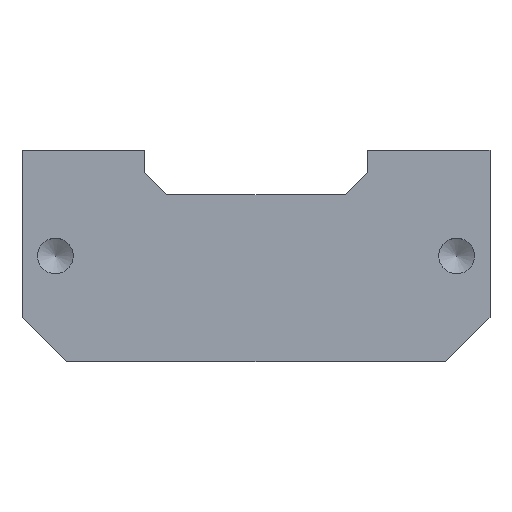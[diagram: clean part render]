
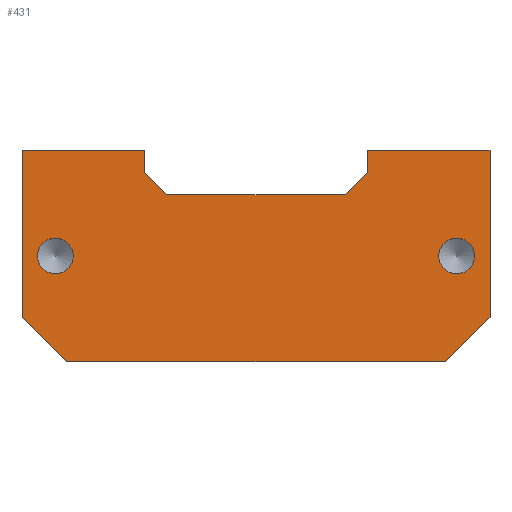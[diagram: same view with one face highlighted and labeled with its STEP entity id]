
A CAD part, top view. The second image highlights one B-rep face of the part: STEP entity #431.
In plain terms, the highlighted planar face has unit normal (0, 0, 1).
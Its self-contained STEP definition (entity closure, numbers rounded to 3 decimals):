
#125 = EDGE_CURVE('',#126,#128,#130,.T.);
#126 = VERTEX_POINT('',#127);
#127 = CARTESIAN_POINT('',(-10.,9.5,8.));
#128 = VERTEX_POINT('',#129);
#129 = CARTESIAN_POINT('',(-10.,7.5,8.));
#130 = LINE('',#131,#132);
#131 = CARTESIAN_POINT('',(-10.,13.5,8.));
#132 = VECTOR('',#133,1.);
#133 = DIRECTION('',(0.,-1.,0.));
#156 = EDGE_CURVE('',#128,#157,#159,.T.);
#157 = VERTEX_POINT('',#158);
#158 = CARTESIAN_POINT('',(-8.,5.5,8.));
#159 = LINE('',#160,#161);
#160 = CARTESIAN_POINT('',(-5.125,2.625,8.));
#161 = VECTOR('',#162,1.);
#162 = DIRECTION('',(0.707,-0.707,0.));
#182 = EDGE_CURVE('',#126,#183,#185,.T.);
#183 = VERTEX_POINT('',#184);
#184 = CARTESIAN_POINT('',(-21.,9.5,8.));
#185 = LINE('',#186,#187);
#186 = CARTESIAN_POINT('',(21.,9.5,8.));
#187 = VECTOR('',#188,1.);
#188 = DIRECTION('',(-1.,0.,0.));
#215 = EDGE_CURVE('',#157,#216,#218,.T.);
#216 = VERTEX_POINT('',#217);
#217 = CARTESIAN_POINT('',(8.,5.5,8.));
#218 = LINE('',#219,#220);
#219 = CARTESIAN_POINT('',(-10.,5.5,8.));
#220 = VECTOR('',#221,1.);
#221 = DIRECTION('',(1.,0.,0.));
#241 = EDGE_CURVE('',#183,#242,#244,.T.);
#242 = VERTEX_POINT('',#243);
#243 = CARTESIAN_POINT('',(-21.,-5.5,8.));
#244 = LINE('',#245,#246);
#245 = CARTESIAN_POINT('',(-21.,9.5,8.));
#246 = VECTOR('',#247,1.);
#247 = DIRECTION('',(0.,-1.,0.));
#263 = EDGE_CURVE('',#216,#264,#266,.T.);
#264 = VERTEX_POINT('',#265);
#265 = CARTESIAN_POINT('',(10.,7.5,8.));
#266 = LINE('',#267,#268);
#267 = CARTESIAN_POINT('',(5.125,2.625,8.));
#268 = VECTOR('',#269,1.);
#269 = DIRECTION('',(0.707,0.707,0.));
#289 = VERTEX_POINT('',#290);
#290 = CARTESIAN_POINT('',(-17.,-9.5,8.));
#296 = EDGE_CURVE('',#289,#242,#297,.T.);
#297 = LINE('',#298,#299);
#298 = CARTESIAN_POINT('',(-16.125,-10.375,8.));
#299 = VECTOR('',#300,1.);
#300 = DIRECTION('',(-0.707,0.707,0.));
#311 = EDGE_CURVE('',#264,#312,#314,.T.);
#312 = VERTEX_POINT('',#313);
#313 = CARTESIAN_POINT('',(10.,9.5,8.));
#314 = LINE('',#315,#316);
#315 = CARTESIAN_POINT('',(10.,5.5,8.));
#316 = VECTOR('',#317,1.);
#317 = DIRECTION('',(0.,1.,0.));
#337 = EDGE_CURVE('',#289,#338,#340,.T.);
#338 = VERTEX_POINT('',#339);
#339 = CARTESIAN_POINT('',(17.,-9.5,8.));
#340 = LINE('',#341,#342);
#341 = CARTESIAN_POINT('',(-21.,-9.5,8.));
#342 = VECTOR('',#343,1.);
#343 = DIRECTION('',(1.,0.,0.));
#361 = VERTEX_POINT('',#362);
#362 = CARTESIAN_POINT('',(21.,9.5,8.));
#368 = EDGE_CURVE('',#361,#312,#369,.T.);
#369 = LINE('',#370,#371);
#370 = CARTESIAN_POINT('',(21.,9.5,8.));
#371 = VECTOR('',#372,1.);
#372 = DIRECTION('',(-1.,0.,0.));
#396 = EDGE_CURVE('',#338,#397,#399,.T.);
#397 = VERTEX_POINT('',#398);
#398 = CARTESIAN_POINT('',(21.,-5.5,8.));
#399 = LINE('',#400,#401);
#400 = CARTESIAN_POINT('',(16.125,-10.375,8.));
#401 = VECTOR('',#402,1.);
#402 = DIRECTION('',(0.707,0.707,0.));
#420 = EDGE_CURVE('',#397,#361,#421,.T.);
#421 = LINE('',#422,#423);
#422 = CARTESIAN_POINT('',(21.,-9.5,8.));
#423 = VECTOR('',#424,1.);
#424 = DIRECTION('',(0.,1.,0.));
#431 = ADVANCED_FACE('',(#432,#446,#457),#468,.T.);
#432 = FACE_BOUND('',#433,.T.);
#433 = EDGE_LOOP('',(#434,#435,#436,#437,#438,#439,#440,#441,#442,#443,
    #444,#445));
#434 = ORIENTED_EDGE('',*,*,#125,.F.);
#435 = ORIENTED_EDGE('',*,*,#182,.T.);
#436 = ORIENTED_EDGE('',*,*,#241,.T.);
#437 = ORIENTED_EDGE('',*,*,#296,.F.);
#438 = ORIENTED_EDGE('',*,*,#337,.T.);
#439 = ORIENTED_EDGE('',*,*,#396,.T.);
#440 = ORIENTED_EDGE('',*,*,#420,.T.);
#441 = ORIENTED_EDGE('',*,*,#368,.T.);
#442 = ORIENTED_EDGE('',*,*,#311,.F.);
#443 = ORIENTED_EDGE('',*,*,#263,.F.);
#444 = ORIENTED_EDGE('',*,*,#215,.F.);
#445 = ORIENTED_EDGE('',*,*,#156,.F.);
#446 = FACE_BOUND('',#447,.T.);
#447 = EDGE_LOOP('',(#448));
#448 = ORIENTED_EDGE('',*,*,#449,.F.);
#449 = EDGE_CURVE('',#450,#450,#452,.T.);
#450 = VERTEX_POINT('',#451);
#451 = CARTESIAN_POINT('',(-16.4,0.,8.));
#452 = CIRCLE('',#453,1.6);
#453 = AXIS2_PLACEMENT_3D('',#454,#455,#456);
#454 = CARTESIAN_POINT('',(-18.,0.,8.));
#455 = DIRECTION('',(0.,0.,1.));
#456 = DIRECTION('',(1.,0.,0.));
#457 = FACE_BOUND('',#458,.T.);
#458 = EDGE_LOOP('',(#459));
#459 = ORIENTED_EDGE('',*,*,#460,.F.);
#460 = EDGE_CURVE('',#461,#461,#463,.T.);
#461 = VERTEX_POINT('',#462);
#462 = CARTESIAN_POINT('',(19.6,0.,8.));
#463 = CIRCLE('',#464,1.6);
#464 = AXIS2_PLACEMENT_3D('',#465,#466,#467);
#465 = CARTESIAN_POINT('',(18.,0.,8.));
#466 = DIRECTION('',(0.,0.,1.));
#467 = DIRECTION('',(1.,0.,0.));
#468 = PLANE('',#469);
#469 = AXIS2_PLACEMENT_3D('',#470,#471,#472);
#470 = CARTESIAN_POINT('',(0.,0.,8.));
#471 = DIRECTION('',(0.,0.,1.));
#472 = DIRECTION('',(1.,0.,0.));
